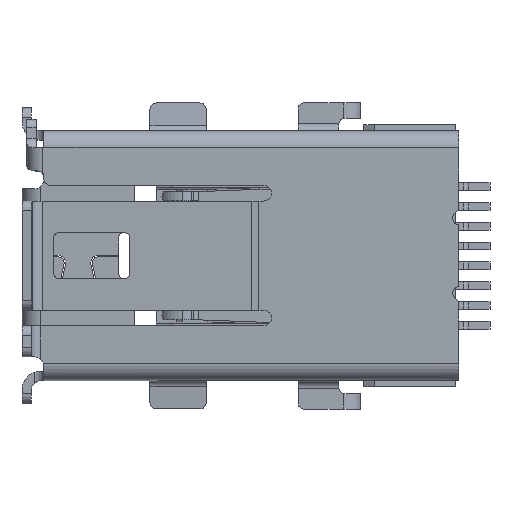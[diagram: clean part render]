
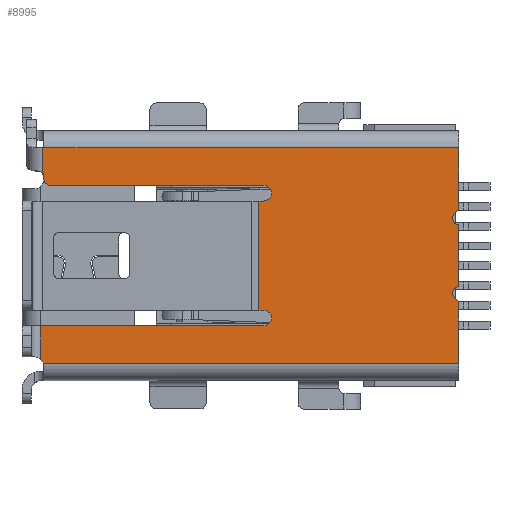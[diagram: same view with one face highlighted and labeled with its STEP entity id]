
A CAD part, top view. The second image highlights one B-rep face of the part: STEP entity #8995.
In plain terms, the highlighted planar face has unit normal (0, 0, 1).
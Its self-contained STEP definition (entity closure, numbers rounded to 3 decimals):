
#498=CARTESIAN_POINT('',(-9.55,-3.326,2.95));
#499=VERTEX_POINT('',#498);
#509=CARTESIAN_POINT('',(-9.55,-2.25,2.95));
#510=VERTEX_POINT('',#509);
#511=CARTESIAN_POINT('',(-9.55,-3.326,2.95));
#512=DIRECTION('',(0.,1.,0.));
#513=VECTOR('',#512,1.076);
#514=LINE('',#511,#513);
#515=EDGE_CURVE('',#499,#510,#514,.T.);
#6421=CARTESIAN_POINT('',(-2.556,1.75,2.95));
#6422=VERTEX_POINT('',#6421);
#6431=CARTESIAN_POINT('',(-2.556,-1.75,2.95));
#6432=VERTEX_POINT('',#6431);
#6440=CARTESIAN_POINT('',(-2.556,-1.75,2.95));
#6441=DIRECTION('',(0.,1.,0.));
#6442=VECTOR('',#6441,3.5);
#6443=LINE('',#6440,#6442);
#6444=EDGE_CURVE('',#6432,#6422,#6443,.T.);
#6454=CARTESIAN_POINT('',(-2.4,2.25,2.95));
#6455=VERTEX_POINT('',#6454);
#6473=CARTESIAN_POINT('',(-2.15,2.,2.95));
#6474=VERTEX_POINT('',#6473);
#6481=CARTESIAN_POINT('',(-2.4,2.,2.95));
#6482=DIRECTION('',(1.,0.,0.));
#6483=DIRECTION('',(0.,0.,1.));
#6484=AXIS2_PLACEMENT_3D('',#6481,#6483,#6482);
#6485=CIRCLE('',#6484,0.25);
#6486=EDGE_CURVE('',#6474,#6455,#6485,.T.);
#6509=CARTESIAN_POINT('',(-2.4,1.75,2.95));
#6510=VERTEX_POINT('',#6509);
#6517=CARTESIAN_POINT('',(-2.4,2.,2.95));
#6518=DIRECTION('',(0.,-1.,0.));
#6519=DIRECTION('',(0.,0.,1.));
#6520=AXIS2_PLACEMENT_3D('',#6517,#6519,#6518);
#6521=CIRCLE('',#6520,0.25);
#6522=EDGE_CURVE('',#6510,#6474,#6521,.T.);
#6548=CARTESIAN_POINT('',(-2.15,-2.,2.95));
#6549=VERTEX_POINT('',#6548);
#6556=CARTESIAN_POINT('',(-2.4,-1.75,2.95));
#6557=VERTEX_POINT('',#6556);
#6558=CARTESIAN_POINT('',(-2.4,-2.,2.95));
#6559=DIRECTION('',(1.,0.,0.));
#6560=DIRECTION('',(0.,0.,1.));
#6561=AXIS2_PLACEMENT_3D('',#6558,#6560,#6559);
#6562=CIRCLE('',#6561,0.25);
#6563=EDGE_CURVE('',#6549,#6557,#6562,.T.);
#6589=CARTESIAN_POINT('',(-2.4,-2.25,2.95));
#6590=VERTEX_POINT('',#6589);
#6597=CARTESIAN_POINT('',(-2.4,-2.,2.95));
#6598=DIRECTION('',(0.,-1.,0.));
#6599=DIRECTION('',(0.,0.,1.));
#6600=AXIS2_PLACEMENT_3D('',#6597,#6599,#6598);
#6601=CIRCLE('',#6600,0.25);
#6602=EDGE_CURVE('',#6590,#6549,#6601,.T.);
#6612=CARTESIAN_POINT('',(-2.4,-1.75,2.95));
#6613=DIRECTION('',(-1.,0.,0.));
#6614=VECTOR('',#6613,0.156);
#6615=LINE('',#6612,#6614);
#6616=EDGE_CURVE('',#6557,#6432,#6615,.T.);
#6658=CARTESIAN_POINT('',(-2.556,1.75,2.95));
#6659=DIRECTION('',(1.,0.,0.));
#6660=VECTOR('',#6659,0.156);
#6661=LINE('',#6658,#6660);
#6662=EDGE_CURVE('',#6422,#6510,#6661,.T.);
#6747=CARTESIAN_POINT('',(-9.465,-3.455,2.95));
#6748=VERTEX_POINT('',#6747);
#6756=CARTESIAN_POINT('',(-9.75,-3.55,2.95));
#6757=DIRECTION('',(0.949,0.317,0.));
#6758=DIRECTION('',(0.,0.,1.));
#6759=AXIS2_PLACEMENT_3D('',#6756,#6758,#6757);
#6760=CIRCLE('',#6759,0.3);
#6761=EDGE_CURVE('',#6748,#499,#6760,.T.);
#6846=CARTESIAN_POINT('',(3.85,1.,2.95));
#6847=VERTEX_POINT('',#6846);
#6854=CARTESIAN_POINT('',(3.85,-1.,2.95));
#6855=VERTEX_POINT('',#6854);
#6856=CARTESIAN_POINT('',(3.85,1.,2.95));
#6857=DIRECTION('',(0.,-1.,0.));
#6858=VECTOR('',#6857,2.);
#6859=LINE('',#6856,#6858);
#6860=EDGE_CURVE('',#6847,#6855,#6859,.T.);
#6878=CARTESIAN_POINT('',(3.709,1.341,2.95));
#6879=VERTEX_POINT('',#6878);
#6886=CARTESIAN_POINT('',(3.85,1.2,2.95));
#6887=DIRECTION('',(-0.707,0.707,0.));
#6888=DIRECTION('',(0.,0.,1.));
#6889=AXIS2_PLACEMENT_3D('',#6886,#6888,#6887);
#6890=CIRCLE('',#6889,0.2);
#6891=EDGE_CURVE('',#6879,#6847,#6890,.T.);
#6909=CARTESIAN_POINT('',(3.709,-1.341,2.95));
#6910=VERTEX_POINT('',#6909);
#6911=CARTESIAN_POINT('',(3.85,-1.2,2.95));
#6912=DIRECTION('',(0.,1.,0.));
#6913=DIRECTION('',(0.,0.,1.));
#6914=AXIS2_PLACEMENT_3D('',#6911,#6913,#6912);
#6915=CIRCLE('',#6914,0.2);
#6916=EDGE_CURVE('',#6855,#6910,#6915,.T.);
#6942=CARTESIAN_POINT('',(3.85,-1.483,2.95));
#6943=VERTEX_POINT('',#6942);
#6944=CARTESIAN_POINT('',(3.709,-1.341,2.95));
#6945=DIRECTION('',(0.707,-0.707,0.));
#6946=VECTOR('',#6945,0.2);
#6947=LINE('',#6944,#6946);
#6948=EDGE_CURVE('',#6910,#6943,#6947,.T.);
#6983=CARTESIAN_POINT('',(3.85,1.483,2.95));
#6984=VERTEX_POINT('',#6983);
#6991=CARTESIAN_POINT('',(3.85,1.483,2.95));
#6992=DIRECTION('',(-0.707,-0.707,0.));
#6993=VECTOR('',#6992,0.2);
#6994=LINE('',#6991,#6993);
#6995=EDGE_CURVE('',#6984,#6879,#6994,.T.);
#8135=CARTESIAN_POINT('',(-9.45,3.455,2.95));
#8136=VERTEX_POINT('',#8135);
#8158=CARTESIAN_POINT('',(-9.45,2.45,2.95));
#8159=VERTEX_POINT('',#8158);
#8160=CARTESIAN_POINT('',(-9.45,2.516,2.95));
#8161=VERTEX_POINT('',#8160);
#8162=CARTESIAN_POINT('',(-9.45,2.45,2.95));
#8163=DIRECTION('',(0.,1.,0.));
#8164=VECTOR('',#8163,0.066);
#8165=LINE('',#8162,#8164);
#8166=EDGE_CURVE('',#8159,#8161,#8165,.T.);
#8562=CARTESIAN_POINT('',(-9.5,2.649,2.95));
#8563=VERTEX_POINT('',#8562);
#8564=CARTESIAN_POINT('',(-9.45,2.516,2.95));
#8565=CARTESIAN_POINT('',(-9.45,2.565,2.95));
#8566=CARTESIAN_POINT('',(-9.468,2.612,2.95));
#8567=CARTESIAN_POINT('',(-9.5,2.649,2.95));
#8568=B_SPLINE_CURVE_WITH_KNOTS('',3,(#8564,#8565,#8566,#8567),.UNSPECIFIED.,.F.,.U.,(4,4),(0.,1.),.UNSPECIFIED.);
#8569=EDGE_CURVE('',#8161,#8563,#8568,.T.);
#8590=CARTESIAN_POINT('',(-9.5,3.455,2.95));
#8591=VERTEX_POINT('',#8590);
#8592=CARTESIAN_POINT('',(-9.5,2.649,2.95));
#8593=DIRECTION('',(0.,1.,0.));
#8594=VECTOR('',#8593,0.806);
#8595=LINE('',#8592,#8594);
#8596=EDGE_CURVE('',#8563,#8591,#8595,.T.);
#8624=CARTESIAN_POINT('',(-9.5,3.455,2.95));
#8625=DIRECTION('',(1.,0.,0.));
#8626=VECTOR('',#8625,0.05);
#8627=LINE('',#8624,#8626);
#8628=EDGE_CURVE('',#8591,#8136,#8627,.T.);
#8692=CARTESIAN_POINT('',(-9.25,2.25,2.95));
#8693=VERTEX_POINT('',#8692);
#8700=CARTESIAN_POINT('',(-9.25,2.45,2.95));
#8701=DIRECTION('',(0.,-1.,0.));
#8702=DIRECTION('',(0.,0.,-1.));
#8703=AXIS2_PLACEMENT_3D('',#8700,#8702,#8701);
#8704=CIRCLE('',#8703,0.2);
#8705=EDGE_CURVE('',#8693,#8159,#8704,.T.);
#8771=CARTESIAN_POINT('',(3.85,-3.455,2.95));
#8772=VERTEX_POINT('',#8771);
#8780=CARTESIAN_POINT('',(3.85,-3.455,2.95));
#8781=DIRECTION('',(-1.,0.,0.));
#8782=VECTOR('',#8781,13.315);
#8783=LINE('',#8780,#8782);
#8784=EDGE_CURVE('',#8772,#6748,#8783,.T.);
#8822=CARTESIAN_POINT('',(-2.4,2.25,2.95));
#8823=DIRECTION('',(-1.,0.,0.));
#8824=VECTOR('',#8823,6.85);
#8825=LINE('',#8822,#8824);
#8826=EDGE_CURVE('',#6455,#8693,#8825,.T.);
#8846=CARTESIAN_POINT('',(-9.55,-2.25,2.95));
#8847=DIRECTION('',(1.,0.,0.));
#8848=VECTOR('',#8847,7.15);
#8849=LINE('',#8846,#8848);
#8850=EDGE_CURVE('',#510,#6590,#8849,.T.);
#8946=CARTESIAN_POINT('',(-2.85,0.,2.95));
#8947=DIRECTION('',(0.,1.,0.));
#8948=DIRECTION('',(0.,0.,1.));
#8949=AXIS2_PLACEMENT_3D('',#8946,#8948,#8947);
#8950=PLANE('',#8949);
#8951=ORIENTED_EDGE('',*,*,#6891,.F.);
#8952=ORIENTED_EDGE('',*,*,#6995,.F.);
#8953=CARTESIAN_POINT('',(3.85,3.455,2.95));
#8954=VERTEX_POINT('',#8953);
#8955=CARTESIAN_POINT('',(3.85,1.483,2.95));
#8956=DIRECTION('',(0.,1.,0.));
#8957=VECTOR('',#8956,1.972);
#8958=LINE('',#8955,#8957);
#8959=EDGE_CURVE('',#6984,#8954,#8958,.T.);
#8960=ORIENTED_EDGE('',*,*,#8959,.T.);
#8961=CARTESIAN_POINT('',(3.85,3.455,2.95));
#8962=DIRECTION('',(-1.,0.,0.));
#8963=VECTOR('',#8962,13.3);
#8964=LINE('',#8961,#8963);
#8965=EDGE_CURVE('',#8954,#8136,#8964,.T.);
#8966=ORIENTED_EDGE('',*,*,#8965,.T.);
#8967=ORIENTED_EDGE('',*,*,#8628,.F.);
#8968=ORIENTED_EDGE('',*,*,#8596,.F.);
#8969=ORIENTED_EDGE('',*,*,#8569,.F.);
#8970=ORIENTED_EDGE('',*,*,#8166,.F.);
#8971=ORIENTED_EDGE('',*,*,#8705,.F.);
#8972=ORIENTED_EDGE('',*,*,#8826,.F.);
#8973=ORIENTED_EDGE('',*,*,#6486,.F.);
#8974=ORIENTED_EDGE('',*,*,#6522,.F.);
#8975=ORIENTED_EDGE('',*,*,#6662,.F.);
#8976=ORIENTED_EDGE('',*,*,#6444,.F.);
#8977=ORIENTED_EDGE('',*,*,#6616,.F.);
#8978=ORIENTED_EDGE('',*,*,#6563,.F.);
#8979=ORIENTED_EDGE('',*,*,#6602,.F.);
#8980=ORIENTED_EDGE('',*,*,#8850,.F.);
#8981=ORIENTED_EDGE('',*,*,#515,.F.);
#8982=ORIENTED_EDGE('',*,*,#6761,.F.);
#8983=ORIENTED_EDGE('',*,*,#8784,.F.);
#8984=CARTESIAN_POINT('',(3.85,-3.455,2.95));
#8985=DIRECTION('',(0.,1.,0.));
#8986=VECTOR('',#8985,1.972);
#8987=LINE('',#8984,#8986);
#8988=EDGE_CURVE('',#8772,#6943,#8987,.T.);
#8989=ORIENTED_EDGE('',*,*,#8988,.T.);
#8990=ORIENTED_EDGE('',*,*,#6948,.F.);
#8991=ORIENTED_EDGE('',*,*,#6916,.F.);
#8992=ORIENTED_EDGE('',*,*,#6860,.F.);
#8993=EDGE_LOOP('',(#8951,#8952,#8960,#8966,#8967,#8968,#8969,#8970,#8971,#8972,#8973,#8974,#8975,#8976,#8977,#8978,#8979,#8980,#8981,#8982,#8983,#8989,#8990,#8991,#8992));
#8994=FACE_OUTER_BOUND('',#8993,.T.);
#8995=ADVANCED_FACE('',(#8994),#8950,.T.);
